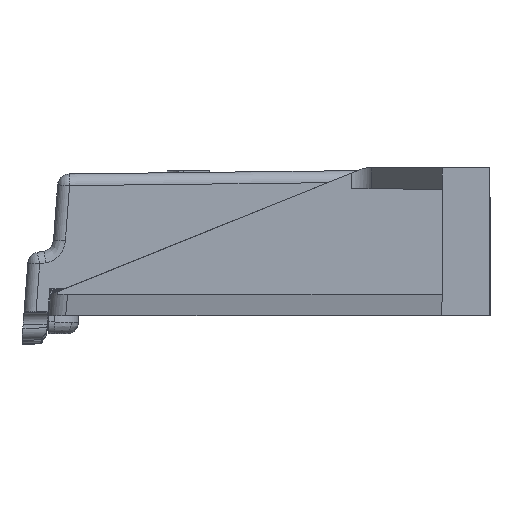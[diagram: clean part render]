
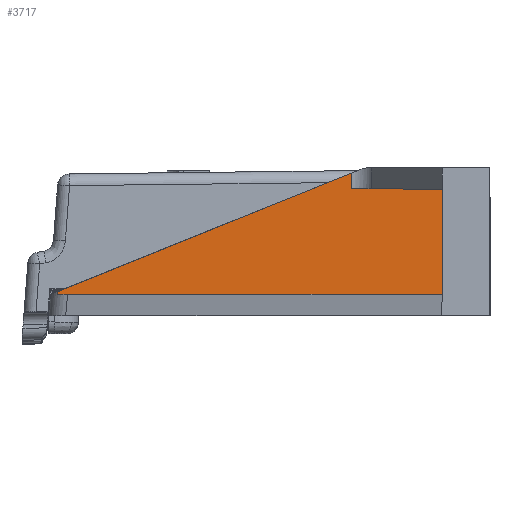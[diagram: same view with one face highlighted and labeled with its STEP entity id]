
A CAD part, left-side view. The second image highlights one B-rep face of the part: STEP entity #3717.
In plain terms, the highlighted planar face has unit normal (-1, 0, 0).
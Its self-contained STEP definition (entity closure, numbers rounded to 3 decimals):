
#271 = EDGE_CURVE ( 'NONE', #18269, #15989, #21079, .T. ) ;
#860 = CARTESIAN_POINT ( 'NONE',  ( -31.3, 25.673, 2.053 ) ) ;
#2139 = FACE_OUTER_BOUND ( 'NONE', #26001, .T. ) ;
#2222 = VERTEX_POINT ( 'NONE', #26371 ) ;
#3599 = ORIENTED_EDGE ( 'NONE', *, *, #27494, .T. ) ;
#3717 = ADVANCED_FACE ( 'NONE', ( #2139 ), #22088, .T. ) ;
#4829 = LINE ( 'NONE', #11442, #13636 ) ;
#4971 = LINE ( 'NONE', #9514, #21003 ) ;
#5093 = CARTESIAN_POINT ( 'NONE',  ( -31.3, 1.085, 10.666 ) ) ;
#5495 = EDGE_CURVE ( 'NONE', #13056, #18269, #4829, .T. ) ;
#6253 = CARTESIAN_POINT ( 'NONE',  ( -31.3, 25.673, 2.053 ) ) ;
#7394 =( BOUNDED_CURVE ( )  B_SPLINE_CURVE ( 3, ( #860, #21099, #18888, #12155 ),
 .UNSPECIFIED., .F., .F. ) 
 B_SPLINE_CURVE_WITH_KNOTS ( ( 4, 4 ),
 ( 2.368, 2.371 ),
 .UNSPECIFIED. ) 
 CURVE ( )  GEOMETRIC_REPRESENTATION_ITEM ( )  RATIONAL_B_SPLINE_CURVE ( ( 1., 1., 1., 1. ) ) 
 REPRESENTATION_ITEM ( '' )  );
#8401 = DIRECTION ( 'NONE',  ( 0., -1., 0. ) ) ;
#8836 = EDGE_CURVE ( 'NONE', #19125, #13056, #4971, .T. ) ;
#8967 = CARTESIAN_POINT ( 'NONE',  ( -31.3, -6.5, 10.6 ) ) ;
#9164 = AXIS2_PLACEMENT_3D ( 'NONE', #26909, #24436, #12989 ) ;
#9514 = CARTESIAN_POINT ( 'NONE',  ( -31.3, -6.5, 10.6 ) ) ;
#9590 = VERTEX_POINT ( 'NONE', #26422 ) ;
#10128 = EDGE_CURVE ( 'NONE', #15989, #2222, #7394, .T. ) ;
#10355 = CARTESIAN_POINT ( 'NONE',  ( -31.3, -6.5, 12.4 ) ) ;
#11229 = ORIENTED_EDGE ( 'NONE', *, *, #20139, .F. ) ;
#11442 = CARTESIAN_POINT ( 'NONE',  ( -31.3, 1.085, 12.4 ) ) ;
#12155 = CARTESIAN_POINT ( 'NONE',  ( -31.3, 25.691, 1.8 ) ) ;
#12182 = VECTOR ( 'NONE', #8401, 1000. ) ;
#12656 = LINE ( 'NONE', #26142, #12182 ) ;
#12989 = DIRECTION ( 'NONE',  ( 0., 0., 1. ) ) ;
#13056 = VERTEX_POINT ( 'NONE', #5093 ) ;
#13636 = VECTOR ( 'NONE', #24781, 1000. ) ;
#14485 = VECTOR ( 'NONE', #19453, 1000. ) ;
#15989 = VERTEX_POINT ( 'NONE', #6253 ) ;
#16694 = CARTESIAN_POINT ( 'NONE',  ( -31.3, 1.085, 11.963 ) ) ;
#17276 = VECTOR ( 'NONE', #28115, 1000. ) ;
#18269 = VERTEX_POINT ( 'NONE', #16694 ) ;
#18888 = CARTESIAN_POINT ( 'NONE',  ( -31.3, 25.685, 1.884 ) ) ;
#19125 = VERTEX_POINT ( 'NONE', #8967 ) ;
#19453 = DIRECTION ( 'NONE',  ( 0., 0., -1. ) ) ;
#20139 = EDGE_CURVE ( 'NONE', #19125, #9590, #21519, .T. ) ;
#21003 = VECTOR ( 'NONE', #22879, 1000. ) ;
#21079 = LINE ( 'NONE', #28399, #17276 ) ;
#21099 = CARTESIAN_POINT ( 'NONE',  ( -31.3, 25.679, 1.968 ) ) ;
#21519 = LINE ( 'NONE', #10355, #14485 ) ;
#21621 = ORIENTED_EDGE ( 'NONE', *, *, #8836, .T. ) ;
#22088 = PLANE ( 'NONE',  #9164 ) ;
#22879 = DIRECTION ( 'NONE',  ( 0., 1., 0.009 ) ) ;
#24280 = ORIENTED_EDGE ( 'NONE', *, *, #271, .T. ) ;
#24436 = DIRECTION ( 'NONE',  ( -1., 0., 0. ) ) ;
#24781 = DIRECTION ( 'NONE',  ( 0., 0., 1. ) ) ;
#26001 = EDGE_LOOP ( 'NONE', ( #21621, #26657, #24280, #28386, #3599, #11229 ) ) ;
#26142 = CARTESIAN_POINT ( 'NONE',  ( -31.3, -10.5, 1.8 ) ) ;
#26371 = CARTESIAN_POINT ( 'NONE',  ( -31.3, 25.691, 1.8 ) ) ;
#26422 = CARTESIAN_POINT ( 'NONE',  ( -31.3, -6.5, 1.8 ) ) ;
#26657 = ORIENTED_EDGE ( 'NONE', *, *, #5495, .T. ) ;
#26909 = CARTESIAN_POINT ( 'NONE',  ( -31.3, 0., 0. ) ) ;
#27494 = EDGE_CURVE ( 'NONE', #2222, #9590, #12656, .T. ) ;
#28115 = DIRECTION ( 'NONE',  ( 0., 0.928, -0.374 ) ) ;
#28386 = ORIENTED_EDGE ( 'NONE', *, *, #10128, .T. ) ;
#28399 = CARTESIAN_POINT ( 'NONE',  ( -31.3, 4.299, 10.667 ) ) ;
